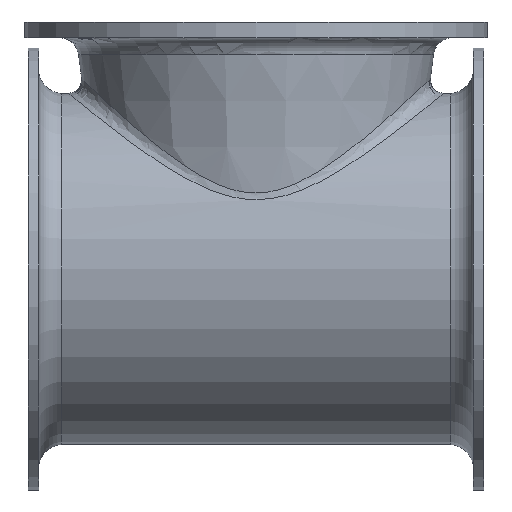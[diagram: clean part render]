
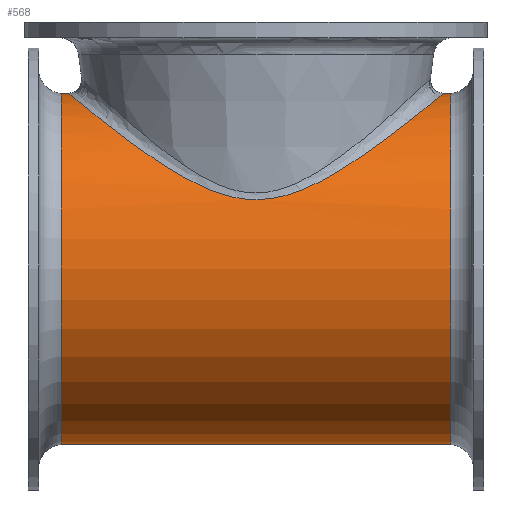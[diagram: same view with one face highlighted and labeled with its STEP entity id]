
A CAD part, front view. The second image highlights one B-rep face of the part: STEP entity #568.
In plain terms, the highlighted cylindrical face has radius 135 mm (diameter 270 mm), a full revolution.
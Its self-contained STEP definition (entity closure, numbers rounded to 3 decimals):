
#14=CYLINDRICAL_SURFACE('',#610,135.);
#42=B_SPLINE_CURVE_WITH_KNOTS('',3,(#1358,#1359,#1360,#1361,#1362,#1363,
#1364,#1365,#1366,#1367,#1368,#1369,#1370,#1371,#1372,#1373,#1374,#1375,
#1376,#1377,#1378,#1379,#1380,#1381,#1382,#1383,#1384,#1385,#1386,#1387,
#1388,#1389,#1390,#1391,#1392,#1393,#1394,#1395,#1396,#1397,#1398,#1399,
#1400,#1401,#1402,#1403,#1404,#1405,#1406,#1407,#1408,#1409,#1410),
 .UNSPECIFIED.,.T.,.F.,(4,1,1,1,1,1,1,1,1,1,1,1,1,1,1,1,1,1,1,1,1,1,1,1,
1,1,1,1,1,1,1,1,1,1,1,1,1,1,1,1,1,1,1,1,1,1,1,1,1,1,4),(-85.813,
-84.281,-82.748,-81.216,-79.683,
-78.151,-76.619,-73.554,-72.022,
-70.489,-68.957,-67.424,-65.381,
-63.338,-61.295,-58.571,-57.209,
-55.165,-53.122,-51.079,-50.058,
-49.036,-46.993,-44.95,-43.928,
-42.906,-40.863,-39.842,-36.777,
-35.755,-34.734,-32.691,-30.647,
-28.604,-27.583,-26.561,-24.518,
-22.475,-20.432,-18.388,-16.345,
-15.324,-14.302,-12.259,-10.727,
-9.194,-6.129,-4.597,-3.065,
-1.532,0.),.UNSPECIFIED.);
#63=FACE_BOUND('',#154,.T.);
#64=FACE_BOUND('',#155,.T.);
#113=FACE_OUTER_BOUND('',#153,.T.);
#153=EDGE_LOOP('',(#404));
#154=EDGE_LOOP('',(#405));
#155=EDGE_LOOP('',(#406));
#234=CIRCLE('',#611,135.);
#235=CIRCLE('',#612,135.);
#279=VERTEX_POINT('',#1302);
#282=VERTEX_POINT('',#1415);
#283=VERTEX_POINT('',#1417);
#335=EDGE_CURVE('',#279,#279,#42,.T.);
#337=EDGE_CURVE('',#282,#282,#234,.T.);
#338=EDGE_CURVE('',#283,#283,#235,.T.);
#404=ORIENTED_EDGE('',*,*,#337,.T.);
#405=ORIENTED_EDGE('',*,*,#338,.F.);
#406=ORIENTED_EDGE('',*,*,#335,.F.);
#568=ADVANCED_FACE('',(#113,#63,#64),#14,.T.);
#610=AXIS2_PLACEMENT_3D('',#1414,#702,#703);
#611=AXIS2_PLACEMENT_3D('',#1416,#704,#705);
#612=AXIS2_PLACEMENT_3D('',#1418,#706,#707);
#702=DIRECTION('center_axis',(1.,0.,0.));
#703=DIRECTION('ref_axis',(0.,1.,0.));
#704=DIRECTION('center_axis',(1.,0.,0.));
#705=DIRECTION('ref_axis',(0.,1.,0.));
#706=DIRECTION('center_axis',(1.,0.,0.));
#707=DIRECTION('ref_axis',(0.,1.,0.));
#1302=CARTESIAN_POINT('',(0.,-124.009,53.354));
#1358=CARTESIAN_POINT('Ctrl Pts',(0.001,-124.009,
53.353));
#1359=CARTESIAN_POINT('Ctrl Pts',(5.672,-124.009,53.354));
#1360=CARTESIAN_POINT('Ctrl Pts',(16.986,-123.482,54.605));
#1361=CARTESIAN_POINT('Ctrl Pts',(33.124,-121.208,59.57));
#1362=CARTESIAN_POINT('Ctrl Pts',(48.053,-117.664,66.36));
#1363=CARTESIAN_POINT('Ctrl Pts',(62.056,-112.925,74.198));
#1364=CARTESIAN_POINT('Ctrl Pts',(75.237,-106.978,82.57));
#1365=CARTESIAN_POINT('Ctrl Pts',(91.568,-97.583,93.825));
#1366=CARTESIAN_POINT('Ctrl Pts',(106.446,-85.652,104.967));
#1367=CARTESIAN_POINT('Ctrl Pts',(119.217,-71.278,114.913));
#1368=CARTESIAN_POINT('Ctrl Pts',(127.672,-59.124,121.641));
#1369=CARTESIAN_POINT('Ctrl Pts',(134.673,-45.768,127.293));
#1370=CARTESIAN_POINT('Ctrl Pts',(140.586,-29.636,132.118));
#1371=CARTESIAN_POINT('Ctrl Pts',(144.25,-10.656,135.134));
#1372=CARTESIAN_POINT('Ctrl Pts',(144.257,10.601,135.139));
#1373=CARTESIAN_POINT('Ctrl Pts',(139.822,33.614,131.49));
#1374=CARTESIAN_POINT('Ctrl Pts',(131.73,52.474,124.893));
#1375=CARTESIAN_POINT('Ctrl Pts',(120.915,69.209,116.252));
#1376=CARTESIAN_POINT('Ctrl Pts',(109.768,82.22,107.524));
#1377=CARTESIAN_POINT('Ctrl Pts',(95.321,94.735,96.624));
#1378=CARTESIAN_POINT('Ctrl Pts',(82.02,103.283,87.164));
#1379=CARTESIAN_POINT('Ctrl Pts',(70.774,109.024,79.715));
#1380=CARTESIAN_POINT('Ctrl Pts',(58.968,114.103,72.38));
#1381=CARTESIAN_POINT('Ctrl Pts',(43.297,119.144,63.781));
#1382=CARTESIAN_POINT('Ctrl Pts',(26.08,122.403,57.005));
#1383=CARTESIAN_POINT('Ctrl Pts',(11.334,123.775,53.906));
#1384=CARTESIAN_POINT('Ctrl Pts',(-3.789,124.246,52.792));
#1385=CARTESIAN_POINT('Ctrl Pts',(-18.889,123.299,55.045));
#1386=CARTESIAN_POINT('Ctrl Pts',(-40.036,119.989,62.088));
#1387=CARTESIAN_POINT('Ctrl Pts',(-56.092,115.351,70.596));
#1388=CARTESIAN_POINT('Ctrl Pts',(-70.907,108.962,79.798));
#1389=CARTESIAN_POINT('Ctrl Pts',(-82.143,103.213,87.251));
#1390=CARTESIAN_POINT('Ctrl Pts',(-95.415,94.656,96.694));
#1391=CARTESIAN_POINT('Ctrl Pts',(-109.79,82.2,107.541));
#1392=CARTESIAN_POINT('Ctrl Pts',(-120.252,69.976,115.733));
#1393=CARTESIAN_POINT('Ctrl Pts',(-127.568,58.965,121.565));
#1394=CARTESIAN_POINT('Ctrl Pts',(-133.986,47.293,126.734));
#1395=CARTESIAN_POINT('Ctrl Pts',(-140.253,31.352,131.845));
#1396=CARTESIAN_POINT('Ctrl Pts',(-144.252,10.669,135.135));
#1397=CARTESIAN_POINT('Ctrl Pts',(-144.252,-10.62,135.135));
#1398=CARTESIAN_POINT('Ctrl Pts',(-140.277,-31.279,131.864));
#1399=CARTESIAN_POINT('Ctrl Pts',(-133.98,-47.328,126.728));
#1400=CARTESIAN_POINT('Ctrl Pts',(-127.479,-59.109,121.494));
#1401=CARTESIAN_POINT('Ctrl Pts',(-120.221,-70.012,115.709));
#1402=CARTESIAN_POINT('Ctrl Pts',(-110.741,-81.085,108.287));
#1403=CARTESIAN_POINT('Ctrl Pts',(-98.913,-91.692,99.326));
#1404=CARTESIAN_POINT('Ctrl Pts',(-83.64,-102.696,88.219));
#1405=CARTESIAN_POINT('Ctrl Pts',(-66.621,-111.378,76.761));
#1406=CARTESIAN_POINT('Ctrl Pts',(-48.047,-117.667,66.353));
#1407=CARTESIAN_POINT('Ctrl Pts',(-33.065,-121.219,59.549));
#1408=CARTESIAN_POINT('Ctrl Pts',(-17.011,-123.477,54.614));
#1409=CARTESIAN_POINT('Ctrl Pts',(-5.67,-124.01,53.352));
#1410=CARTESIAN_POINT('Ctrl Pts',(0.001,-124.009,
53.353));
#1414=CARTESIAN_POINT('Origin',(74.819,0.,0.));
#1415=CARTESIAN_POINT('',(-149.638,135.,0.));
#1416=CARTESIAN_POINT('Origin',(-149.638,0.,0.));
#1417=CARTESIAN_POINT('',(149.638,135.,0.));
#1418=CARTESIAN_POINT('Origin',(149.638,0.,0.));
